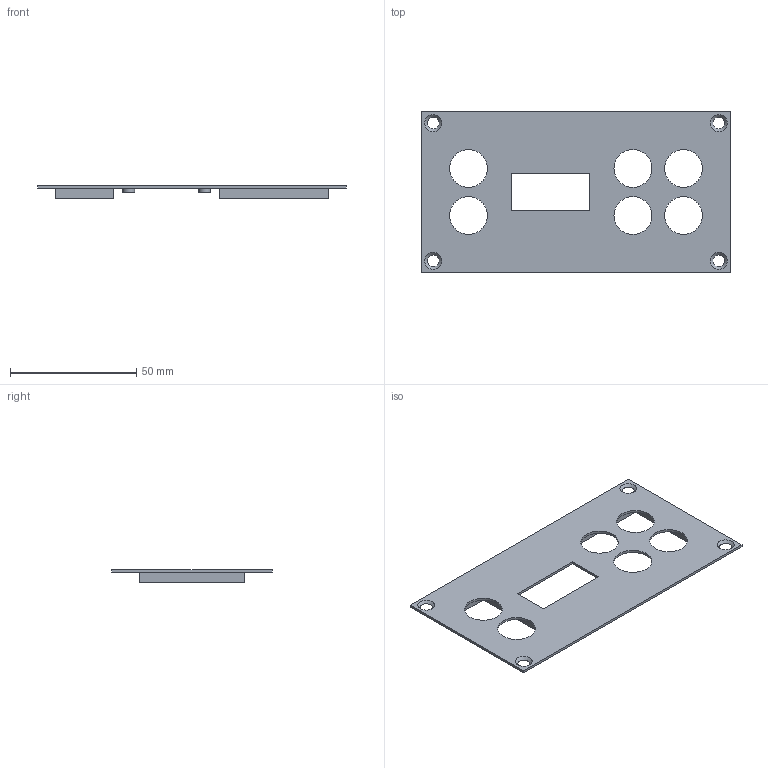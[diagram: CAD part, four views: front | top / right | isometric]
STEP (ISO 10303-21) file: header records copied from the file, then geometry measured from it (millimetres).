
FILE_DESCRIPTION(/* description */ ('STEP AP242','CAx-IF Rec.Pracs.---Representation and Presentation of Product Manufacturing Information (PMI)---4.0---2014-10-13','CAx-IF Rec.Pracs.---3D Tessellated Geometry---0.4---2014-09-14','2;1'),/* implementation_level */ '2;1');
FILE_NAME(/* name */ '68b00c0f11b99720e34f64df',/* time_stamp */ '2025-08-28T07:58:08Z',/* author */ (''),/* organization */ (''),/* preprocessor_version */ 'ST-DEVELOPER v20',/* originating_system */ 'ONSHAPE BY PTC INC, 1.202',/* authorisation */ ' ');
FILE_SCHEMA (('AP242_MANAGED_MODEL_BASED_3D_ENGINEERING_MIM_LF { 1 0 10303 442 1 1 4 }'));
Length unit declared in the file: metre
Products named in the file (1): front_plate
Bounding box: 122 x 63.6 x 5 mm (x, y, z)
Volume: 8470.4 mm3; surface area: 15558.7 mm2
Topology: 1 solids, 1 shells, 56 faces, 130 edges, 88 vertices
Faces by surface type: plane 38, cylinder 14, cone 4
Full cylindrical faces by diameter (mm): 3 x4, 4.6 x4, 15 x6
Entity records: 1542 total; most frequent: DIRECTION 258, CARTESIAN_POINT 249, ORIENTED_EDGE 216, EDGE_CURVE 108, EDGE_LOOP 108, FACE_BOUND 108, AXIS2_PLACEMENT_3D 93, VERTEX_POINT 84
